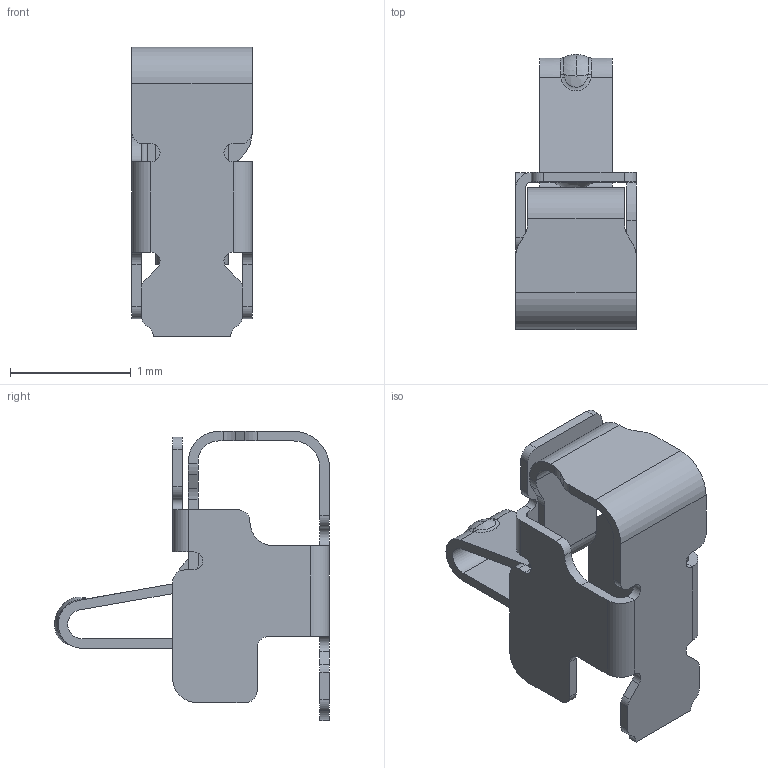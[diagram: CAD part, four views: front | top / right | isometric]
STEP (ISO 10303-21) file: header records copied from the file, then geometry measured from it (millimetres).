
FILE_DESCRIPTION((''),'2;1');
FILE_NAME('C-2306454-3','2018-11-06T',('workeradm'),('TE Connectivity Ltd.'),'CREO PARAMETRIC BY PTC INC, 2016050','CREO PARAMETRIC BY PTC INC, 2016050','');
FILE_SCHEMA(('AUTOMOTIVE_DESIGN { 1 0 10303 214 1 1 1 1 }'));
Length unit declared in the file: millimetre
Products named in the file (1): C-2306454-3
Bounding box: 1 x 2.28 x 2.4 mm (x, y, z)
Volume: 0.7 mm3; surface area: 19.3 mm2
Topology: 1 solids, 1 shells, 113 faces, 327 edges, 213 vertices
Faces by surface type: cylinder 52, plane 50, bspline 6, torus 2, sphere 2, revolution 1
Entity records: 4210 total; most frequent: CARTESIAN_POINT 1142, ORIENTED_EDGE 650, DIRECTION 640, EDGE_CURVE 325, AXIS2_PLACEMENT_3D 224, VERTEX_POINT 213, VECTOR 191, LINE 191
